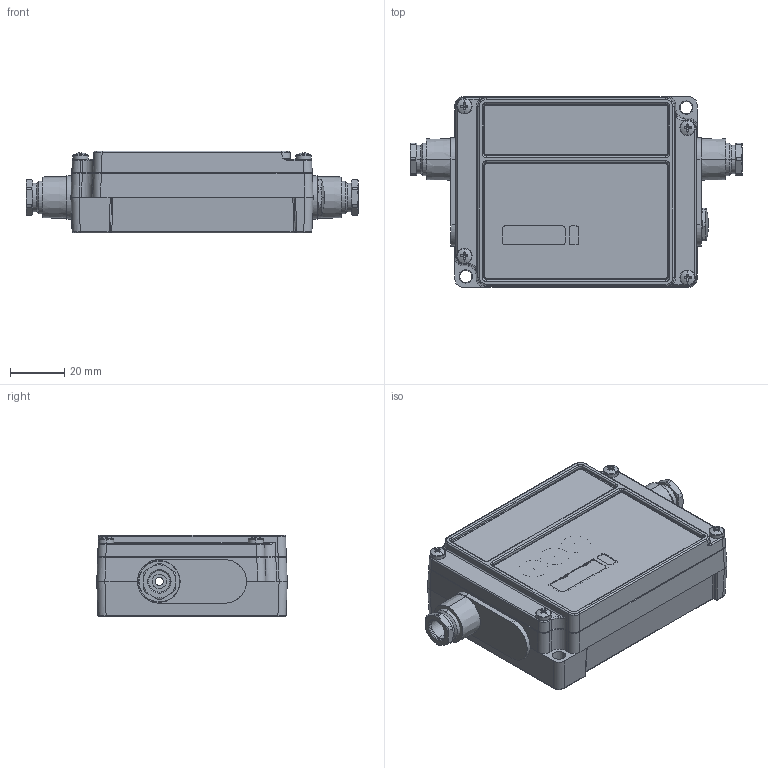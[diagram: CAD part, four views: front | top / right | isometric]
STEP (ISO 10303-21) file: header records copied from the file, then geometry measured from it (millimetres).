
FILE_DESCRIPTION (( 'STEP AP214' ), '1' );
FILE_NAME ('9C001 Box-leer.STEP', '2005-11-15T10:57:06', ( ' ' ), ( ' ' ), 'SwSTEP 2.0', 'SolidWorks 2005235', '' );
FILE_SCHEMA (( 'AUTOMOTIVE_DESIGN' ));
Length unit declared in the file: millimetre
Products named in the file (15): T001-Druckschraube M12; 1C002 Deckel2-eckig; ISO 7045 - M3 x 10 - Z --- 10S; T002-Verschlußstopfen M12; 9C001 Box-leer; 1C001 Schale; 6390X Dichtstopfen_63903 ID 5; 1C008-1 Logo-Label-Optris; 1C003 Fensterlabel_Fensterlabel; KS-Fl-Ko-Schraube M3x4_ISO 7045 - M3 x 4 - Z --- 4S; Plain Washer Normal Grade A_ISO_Washer ISO 7089 - 5; Plain Washer Normal Grade A_ISO_Scheibe DIN 125 VZ 5,3; 6390X Dichtstopfen_63902 ID3; 1C006 Taststift; O-Ringe_O-Ring 2,5 x 1
Assembly tree (30 placements, depth 2):
  9C001 Box-leer
    KS-Fl-Ko-Schraube M3x4_ISO 7045 - M3 x 4 - Z --- 4S  x4
    1C006 Taststift  x3
    ISO 7045 - M3 x 10 - Z --- 10S  x4
    1C001 Schale
    Plain Washer Normal Grade A_ISO_Washer ISO 7089 - 5  x5
    O-Ringe_O-Ring 2,5 x 1  x4
    1C002 Deckel2-eckig
    1C008-1 Logo-Label-Optris
    6390X Dichtstopfen_63902 ID3
    6390X Dichtstopfen_63903 ID 5
    T001-Druckschraube M12  x2
    Plain Washer Normal Grade A_ISO_Scheibe DIN 125 VZ 5,3
    1C003 Fensterlabel_Fensterlabel
    T002-Verschlußstopfen M12
Bounding box: 122 x 70 x 30 mm (x, y, z)
Volume: 57238.4 mm3; surface area: 59392 mm2
Topology: 30 solids, 30 shells, 2050 faces, 5052 edges, 3059 vertices
Faces by surface type: cone 635, cylinder 610, plane 399, bspline 209, torus 167, sphere 30
Entity records: 75261 total; most frequent: CARTESIAN_POINT 46551, ORIENTED_EDGE 5928, DIRECTION 5842, EDGE_CURVE 2964, AXIS2_PLACEMENT_3D 2394, VERTEX_POINT 1792, CIRCLE 1336, EDGE_LOOP 1310
